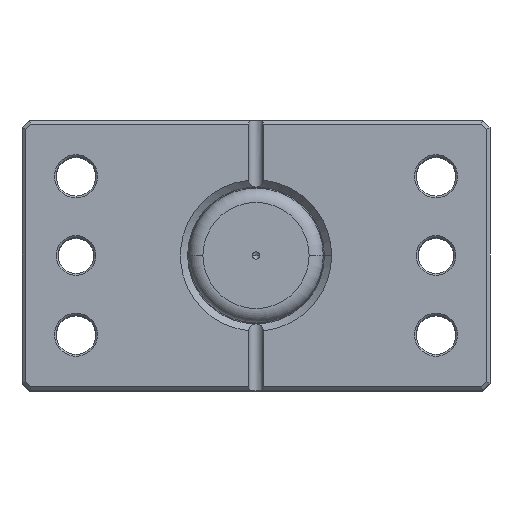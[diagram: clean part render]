
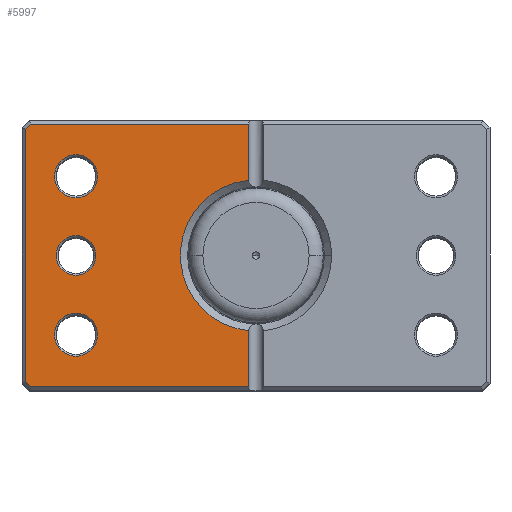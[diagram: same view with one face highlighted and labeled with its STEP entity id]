
A CAD part, top view. The second image highlights one B-rep face of the part: STEP entity #5997.
In plain terms, the highlighted face is planar.
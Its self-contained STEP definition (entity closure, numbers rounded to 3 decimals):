
#86 = CIRCLE ( 'NONE', #5476, 6. ) ;
#95 = EDGE_LOOP ( 'NONE', ( #595, #5854 ) ) ;
#227 = CARTESIAN_POINT ( 'NONE',  ( 55.5, 0., 0. ) ) ;
#307 = VERTEX_POINT ( 'NONE', #5209 ) ;
#334 = VERTEX_POINT ( 'NONE', #5419 ) ;
#380 = CIRCLE ( 'NONE', #5740, 21. ) ;
#469 = EDGE_CURVE ( 'NONE', #3028, #4533, #1164, .T. ) ;
#581 = CARTESIAN_POINT ( 'NONE',  ( 2., -36.5, 0. ) ) ;
#595 = ORIENTED_EDGE ( 'NONE', *, *, #2419, .T. ) ;
#623 = ORIENTED_EDGE ( 'NONE', *, *, #3363, .T. ) ;
#780 = CARTESIAN_POINT ( 'NONE',  ( 56., 22., 0. ) ) ;
#863 = EDGE_CURVE ( 'NONE', #1675, #5529, #380, .T. ) ;
#919 = CARTESIAN_POINT ( 'NONE',  ( 2., -20.905, 0. ) ) ;
#940 = AXIS2_PLACEMENT_3D ( 'NONE', #1570, #1553, #4154 ) ;
#1120 = EDGE_LOOP ( 'NONE', ( #623, #4420 ) ) ;
#1151 = AXIS2_PLACEMENT_3D ( 'NONE', #1974, #1954, #1941 ) ;
#1164 = LINE ( 'NONE', #6280, #3173 ) ;
#1255 = CARTESIAN_POINT ( 'NONE',  ( 49.543, -49.543, 0. ) ) ;
#1311 = ORIENTED_EDGE ( 'NONE', *, *, #6493, .T. ) ;
#1396 = EDGE_CURVE ( 'NONE', #5529, #334, #5631, .T. ) ;
#1454 = CARTESIAN_POINT ( 'NONE',  ( 64., 0., 0. ) ) ;
#1553 = DIRECTION ( 'NONE',  ( 0., 0., 1. ) ) ;
#1570 = CARTESIAN_POINT ( 'NONE',  ( 50., 0., 0. ) ) ;
#1588 = AXIS2_PLACEMENT_3D ( 'NONE', #1654, #1629, #1596 ) ;
#1596 = DIRECTION ( 'NONE',  ( 1., 0., 0. ) ) ;
#1629 = DIRECTION ( 'NONE',  ( 0., 0., 1. ) ) ;
#1639 = VECTOR ( 'NONE', #5607, 1000. ) ;
#1654 = CARTESIAN_POINT ( 'NONE',  ( 50., 0., 0. ) ) ;
#1660 = CIRCLE ( 'NONE', #3900, 6. ) ;
#1675 = VERTEX_POINT ( 'NONE', #919 ) ;
#1758 = DIRECTION ( 'NONE',  ( 0., -1., 0. ) ) ;
#1879 = DIRECTION ( 'NONE',  ( 0., 0., 1. ) ) ;
#1898 = CARTESIAN_POINT ( 'NONE',  ( 50., -22., 0. ) ) ;
#1941 = DIRECTION ( 'NONE',  ( 1., 0., 0. ) ) ;
#1954 = DIRECTION ( 'NONE',  ( 0., 0., 1. ) ) ;
#1974 = CARTESIAN_POINT ( 'NONE',  ( 50., -22., 0. ) ) ;
#2008 = ORIENTED_EDGE ( 'NONE', *, *, #469, .T. ) ;
#2051 = CARTESIAN_POINT ( 'NONE',  ( 2., 37.5, 0. ) ) ;
#2133 = CIRCLE ( 'NONE', #2929, 6. ) ;
#2139 = DIRECTION ( 'NONE',  ( 0., 1., 0. ) ) ;
#2362 = VERTEX_POINT ( 'NONE', #2376 ) ;
#2376 = CARTESIAN_POINT ( 'NONE',  ( 44., 22., 0. ) ) ;
#2387 = DIRECTION ( 'NONE',  ( 0., 0., 1. ) ) ;
#2419 = EDGE_CURVE ( 'NONE', #4769, #2842, #5040, .T. ) ;
#2427 = ORIENTED_EDGE ( 'NONE', *, *, #863, .T. ) ;
#2479 = CARTESIAN_POINT ( 'NONE',  ( 44.5, 0., 0. ) ) ;
#2645 = CARTESIAN_POINT ( 'NONE',  ( 50., 22., 0. ) ) ;
#2658 = DIRECTION ( 'NONE',  ( 0., 0., 1. ) ) ;
#2670 = DIRECTION ( 'NONE',  ( 1., 0., 0. ) ) ;
#2842 = VERTEX_POINT ( 'NONE', #5962 ) ;
#2929 = AXIS2_PLACEMENT_3D ( 'NONE', #1898, #1879, #5365 ) ;
#2948 = CARTESIAN_POINT ( 'NONE',  ( 2., 20.905, 0. ) ) ;
#2987 = DIRECTION ( 'NONE',  ( 1., 0., 0. ) ) ;
#3019 = FACE_BOUND ( 'NONE', #1120, .T. ) ;
#3024 = CARTESIAN_POINT ( 'NONE',  ( 0., 36.5, 0. ) ) ;
#3028 = VERTEX_POINT ( 'NONE', #3973 ) ;
#3162 = CARTESIAN_POINT ( 'NONE',  ( 64., 35.086, 0. ) ) ;
#3173 = VECTOR ( 'NONE', #6272, 1000. ) ;
#3256 = EDGE_CURVE ( 'NONE', #2842, #4769, #2133, .T. ) ;
#3345 = FACE_BOUND ( 'NONE', #95, .T. ) ;
#3354 = VERTEX_POINT ( 'NONE', #2479 ) ;
#3363 = EDGE_CURVE ( 'NONE', #2362, #6268, #1660, .T. ) ;
#3507 = FACE_BOUND ( 'NONE', #6640, .T. ) ;
#3561 = LINE ( 'NONE', #1255, #1639 ) ;
#3562 = VERTEX_POINT ( 'NONE', #227 ) ;
#3576 = FACE_OUTER_BOUND ( 'NONE', #3780, .T. ) ;
#3605 = VERTEX_POINT ( 'NONE', #581 ) ;
#3673 = CARTESIAN_POINT ( 'NONE',  ( 44., -22., 0. ) ) ;
#3692 = AXIS2_PLACEMENT_3D ( 'NONE', #4952, #4931, #4914 ) ;
#3780 = EDGE_LOOP ( 'NONE', ( #6178, #2427, #4872, #1311, #2008, #5697, #6314, #4057 ) ) ;
#3817 = CARTESIAN_POINT ( 'NONE',  ( 2., 37.5, 0. ) ) ;
#3824 = DIRECTION ( 'NONE',  ( 0., 1., 0. ) ) ;
#3897 = CARTESIAN_POINT ( 'NONE',  ( 0., 0., 0. ) ) ;
#3900 = AXIS2_PLACEMENT_3D ( 'NONE', #2645, #2658, #2670 ) ;
#3908 = DIRECTION ( 'NONE',  ( 0., 0., 1. ) ) ;
#3913 = DIRECTION ( 'NONE',  ( 1., 0., 0. ) ) ;
#3962 = ORIENTED_EDGE ( 'NONE', *, *, #5332, .T. ) ;
#3973 = CARTESIAN_POINT ( 'NONE',  ( 62.586, 36.5, 0. ) ) ;
#4057 = ORIENTED_EDGE ( 'NONE', *, *, #4967, .T. ) ;
#4107 = EDGE_CURVE ( 'NONE', #307, #4640, #3561, .T. ) ;
#4154 = DIRECTION ( 'NONE',  ( 1., 0., 0. ) ) ;
#4191 = LINE ( 'NONE', #2051, #5999 ) ;
#4197 = LINE ( 'NONE', #1454, #6699 ) ;
#4420 = ORIENTED_EDGE ( 'NONE', *, *, #5767, .T. ) ;
#4485 = VECTOR ( 'NONE', #5752, 1000. ) ;
#4533 = VERTEX_POINT ( 'NONE', #3162 ) ;
#4640 = VERTEX_POINT ( 'NONE', #6588 ) ;
#4769 = VERTEX_POINT ( 'NONE', #3673 ) ;
#4872 = ORIENTED_EDGE ( 'NONE', *, *, #1396, .T. ) ;
#4914 = DIRECTION ( 'NONE',  ( 1., 0., 0. ) ) ;
#4931 = DIRECTION ( 'NONE',  ( 0., 0., 1. ) ) ;
#4952 = CARTESIAN_POINT ( 'NONE',  ( 0., 0., 0. ) ) ;
#4967 = EDGE_CURVE ( 'NONE', #4640, #3605, #5034, .T. ) ;
#5034 = LINE ( 'NONE', #5851, #4485 ) ;
#5040 = CIRCLE ( 'NONE', #1151, 6. ) ;
#5074 = CIRCLE ( 'NONE', #1588, 5.5 ) ;
#5092 = PLANE ( 'NONE',  #3692 ) ;
#5209 = CARTESIAN_POINT ( 'NONE',  ( 64., -35.086, 0. ) ) ;
#5237 = EDGE_CURVE ( 'NONE', #3605, #1675, #4191, .T. ) ;
#5238 = EDGE_CURVE ( 'NONE', #3562, #3354, #5074, .T. ) ;
#5332 = EDGE_CURVE ( 'NONE', #3354, #3562, #6452, .T. ) ;
#5365 = DIRECTION ( 'NONE',  ( 1., 0., 0. ) ) ;
#5419 = CARTESIAN_POINT ( 'NONE',  ( 2., 36.5, 0. ) ) ;
#5470 = DIRECTION ( 'NONE',  ( 1., 0., 0. ) ) ;
#5476 = AXIS2_PLACEMENT_3D ( 'NONE', #6383, #2387, #5470 ) ;
#5529 = VERTEX_POINT ( 'NONE', #2948 ) ;
#5607 = DIRECTION ( 'NONE',  ( -0.707, -0.707, 0. ) ) ;
#5631 = LINE ( 'NONE', #3817, #6237 ) ;
#5697 = ORIENTED_EDGE ( 'NONE', *, *, #6558, .T. ) ;
#5740 = AXIS2_PLACEMENT_3D ( 'NONE', #3897, #3908, #3913 ) ;
#5752 = DIRECTION ( 'NONE',  ( -1., 0., 0. ) ) ;
#5767 = EDGE_CURVE ( 'NONE', #6268, #2362, #86, .T. ) ;
#5851 = CARTESIAN_POINT ( 'NONE',  ( 0., -36.5, 0. ) ) ;
#5854 = ORIENTED_EDGE ( 'NONE', *, *, #3256, .T. ) ;
#5962 = CARTESIAN_POINT ( 'NONE',  ( 56., -22., 0. ) ) ;
#5997 = ADVANCED_FACE ( 'NONE', ( #3507, #3345, #3019, #3576 ), #5092, .F. ) ;
#5999 = VECTOR ( 'NONE', #2139, 1000. ) ;
#6178 = ORIENTED_EDGE ( 'NONE', *, *, #5237, .T. ) ;
#6237 = VECTOR ( 'NONE', #3824, 1000. ) ;
#6268 = VERTEX_POINT ( 'NONE', #780 ) ;
#6272 = DIRECTION ( 'NONE',  ( 0.707, -0.707, 0. ) ) ;
#6280 = CARTESIAN_POINT ( 'NONE',  ( 49.543, 49.543, 0. ) ) ;
#6314 = ORIENTED_EDGE ( 'NONE', *, *, #4107, .T. ) ;
#6383 = CARTESIAN_POINT ( 'NONE',  ( 50., 22., 0. ) ) ;
#6452 = CIRCLE ( 'NONE', #940, 5.5 ) ;
#6493 = EDGE_CURVE ( 'NONE', #334, #3028, #6688, .T. ) ;
#6558 = EDGE_CURVE ( 'NONE', #4533, #307, #4197, .T. ) ;
#6588 = CARTESIAN_POINT ( 'NONE',  ( 62.586, -36.5, 0. ) ) ;
#6640 = EDGE_LOOP ( 'NONE', ( #3962, #6676 ) ) ;
#6676 = ORIENTED_EDGE ( 'NONE', *, *, #5238, .T. ) ;
#6688 = LINE ( 'NONE', #3024, #6761 ) ;
#6699 = VECTOR ( 'NONE', #1758, 1000. ) ;
#6761 = VECTOR ( 'NONE', #2987, 1000. ) ;
